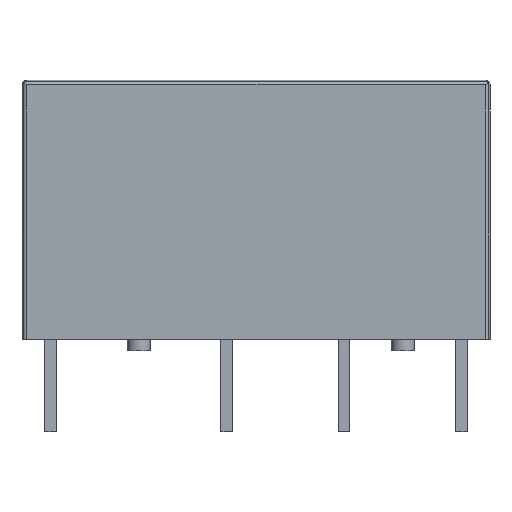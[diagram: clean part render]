
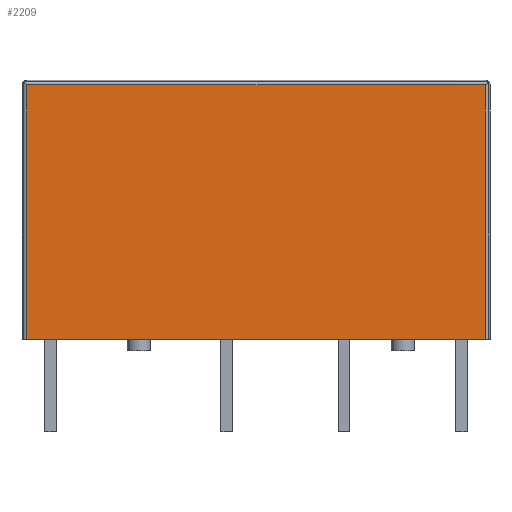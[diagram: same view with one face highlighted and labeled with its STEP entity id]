
A CAD part, front view. The second image highlights one B-rep face of the part: STEP entity #2209.
In plain terms, the highlighted planar face has unit normal (0, -1, 0).
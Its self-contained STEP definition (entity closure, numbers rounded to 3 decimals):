
#1742=CARTESIAN_POINT('',(-9.925,-5.025,0.5));
#1743=VERTEX_POINT('',#1742);
#1751=CARTESIAN_POINT('',(-9.925,-5.025,11.5));
#1752=VERTEX_POINT('',#1751);
#1753=CARTESIAN_POINT('',(-9.925,-5.025,0.5));
#1754=DIRECTION('',(0.0,0.0,1.0));
#1755=VECTOR('',#1754,11.0);
#1756=LINE('',#1753,#1755);
#1757=EDGE_CURVE('',#1743,#1752,#1756,.T.);
#2115=CARTESIAN_POINT('',(9.925,-5.025,11.5));
#2116=VERTEX_POINT('',#2115);
#2124=CARTESIAN_POINT('',(9.925,-5.025,0.5));
#2125=VERTEX_POINT('',#2124);
#2126=CARTESIAN_POINT('',(9.925,-5.025,11.5));
#2127=DIRECTION('',(0.0,0.0,-1.0));
#2128=VECTOR('',#2127,11.0);
#2129=LINE('',#2126,#2128);
#2130=EDGE_CURVE('',#2116,#2125,#2129,.T.);
#2151=CARTESIAN_POINT('',(-9.925,-5.025,0.5));
#2152=DIRECTION('',(1.0,0.0,0.0));
#2153=VECTOR('',#2152,19.85);
#2154=LINE('',#2151,#2153);
#2155=EDGE_CURVE('',#1743,#2125,#2154,.T.);
#2193=CARTESIAN_POINT('',(10.25,-5.025,0.5));
#2194=DIRECTION('',(0.0,-1.0,0.0));
#2195=DIRECTION('',(0.0,0.0,-1.0));
#2196=AXIS2_PLACEMENT_3D('',#2193,#2194,#2195);
#2197=PLANE('',#2196);
#2198=ORIENTED_EDGE('',*,*,#2130,.F.);
#2199=CARTESIAN_POINT('',(-9.925,-5.025,11.5));
#2200=DIRECTION('',(1.0,0.0,0.0));
#2201=VECTOR('',#2200,19.85);
#2202=LINE('',#2199,#2201);
#2203=EDGE_CURVE('',#1752,#2116,#2202,.T.);
#2204=ORIENTED_EDGE('',*,*,#2203,.F.);
#2205=ORIENTED_EDGE('',*,*,#1757,.F.);
#2206=ORIENTED_EDGE('',*,*,#2155,.T.);
#2207=EDGE_LOOP('',(#2198,#2204,#2205,#2206));
#2208=FACE_OUTER_BOUND('',#2207,.T.);
#2209=ADVANCED_FACE('',(#2208),#2197,.T.);
